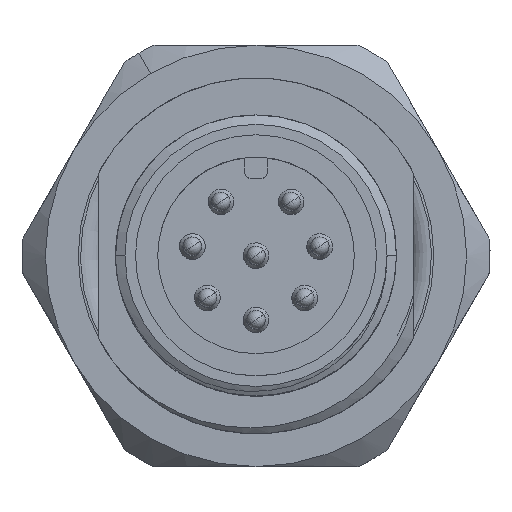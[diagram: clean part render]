
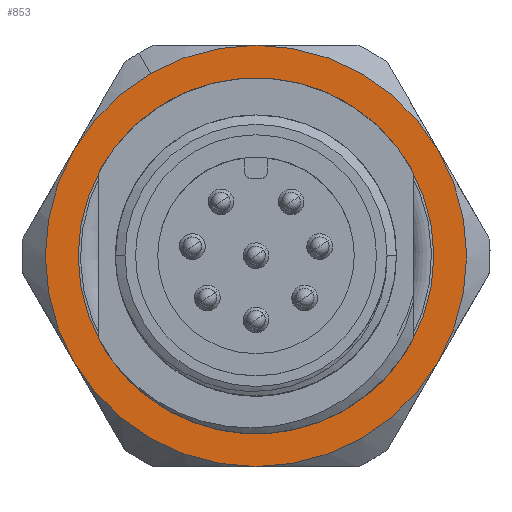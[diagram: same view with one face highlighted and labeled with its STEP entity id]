
A CAD part, top view. The second image highlights one B-rep face of the part: STEP entity #853.
In plain terms, the highlighted planar face has unit normal (0, 0, 1).
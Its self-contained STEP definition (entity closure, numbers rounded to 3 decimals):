
#408=PLANE('',#6409);
#493=FACE_BOUND('',#1628,.T.);
#494=FACE_BOUND('',#1629,.T.);
#853=ADVANCED_FACE('',(#493,#494),#408,.F.);
#1628=EDGE_LOOP('',(#3192,#3193,#3194,#3195,#3196,#3197,#3198,#3199));
#1629=EDGE_LOOP('',(#3200,#3201));
#3192=ORIENTED_EDGE('',*,*,#5253,.T.);
#3193=ORIENTED_EDGE('',*,*,#5254,.T.);
#3194=ORIENTED_EDGE('',*,*,#5255,.T.);
#3195=ORIENTED_EDGE('',*,*,#5256,.T.);
#3196=ORIENTED_EDGE('',*,*,#5249,.T.);
#3197=ORIENTED_EDGE('',*,*,#5252,.T.);
#3198=ORIENTED_EDGE('',*,*,#5257,.T.);
#3199=ORIENTED_EDGE('',*,*,#5258,.T.);
#3200=ORIENTED_EDGE('',*,*,#5259,.T.);
#3201=ORIENTED_EDGE('',*,*,#5260,.T.);
#4571=VERTEX_POINT('',#14949);
#4579=VERTEX_POINT('',#14971);
#4580=VERTEX_POINT('',#14978);
#4581=VERTEX_POINT('',#14982);
#4582=VERTEX_POINT('',#14983);
#4583=VERTEX_POINT('',#14985);
#4584=VERTEX_POINT('',#14987);
#4585=VERTEX_POINT('',#14990);
#4586=VERTEX_POINT('',#14993);
#4587=VERTEX_POINT('',#14994);
#5249=EDGE_CURVE('',#4571,#4579,#5898,.T.);
#5252=EDGE_CURVE('',#4579,#4580,#5899,.T.);
#5253=EDGE_CURVE('',#4581,#4582,#5900,.T.);
#5254=EDGE_CURVE('',#4582,#4583,#5901,.T.);
#5255=EDGE_CURVE('',#4583,#4584,#5902,.T.);
#5256=EDGE_CURVE('',#4584,#4571,#5903,.T.);
#5257=EDGE_CURVE('',#4580,#4585,#5904,.T.);
#5258=EDGE_CURVE('',#4585,#4581,#5905,.T.);
#5259=EDGE_CURVE('',#4586,#4587,#5906,.T.);
#5260=EDGE_CURVE('',#4587,#4586,#5907,.T.);
#5898=CIRCLE('',#6397,9.);
#5899=CIRCLE('',#6399,9.);
#5900=CIRCLE('',#6401,9.);
#5901=CIRCLE('',#6402,9.);
#5902=CIRCLE('',#6403,9.);
#5903=CIRCLE('',#6404,9.);
#5904=CIRCLE('',#6405,9.);
#5905=CIRCLE('',#6406,9.);
#5906=CIRCLE('',#6407,7.6);
#5907=CIRCLE('',#6408,7.6);
#6397=AXIS2_PLACEMENT_3D('',#14970,#7427,#7428);
#6399=AXIS2_PLACEMENT_3D('',#14979,#7432,#7433);
#6401=AXIS2_PLACEMENT_3D('',#14981,#7436,#7437);
#6402=AXIS2_PLACEMENT_3D('',#14984,#7438,#7439);
#6403=AXIS2_PLACEMENT_3D('',#14986,#7440,#7441);
#6404=AXIS2_PLACEMENT_3D('',#14988,#7442,#7443);
#6405=AXIS2_PLACEMENT_3D('',#14989,#7444,#7445);
#6406=AXIS2_PLACEMENT_3D('',#14991,#7446,#7447);
#6407=AXIS2_PLACEMENT_3D('',#14992,#7448,#7449);
#6408=AXIS2_PLACEMENT_3D('',#14995,#7450,#7451);
#6409=AXIS2_PLACEMENT_3D('',#14996,#7452,#7453);
#7427=DIRECTION('',(0.,0.,1.));
#7428=DIRECTION('',(0.,1.,0.));
#7432=DIRECTION('',(0.,0.,1.));
#7433=DIRECTION('',(-0.5,0.866,0.));
#7436=DIRECTION('',(0.,0.,1.));
#7437=DIRECTION('',(0.,-1.,0.));
#7438=DIRECTION('',(0.,0.,1.));
#7439=DIRECTION('',(0.5,-0.866,0.));
#7440=DIRECTION('',(0.,0.,1.));
#7441=DIRECTION('',(0.866,-0.5,0.));
#7442=DIRECTION('',(0.,0.,1.));
#7443=DIRECTION('',(0.866,0.5,0.));
#7444=DIRECTION('',(0.,0.,1.));
#7445=DIRECTION('',(-0.866,0.5,0.));
#7446=DIRECTION('',(0.,0.,1.));
#7447=DIRECTION('',(-0.866,-0.5,0.));
#7448=DIRECTION('',(0.,0.,-1.));
#7449=DIRECTION('',(0.5,-0.866,0.));
#7450=DIRECTION('',(0.,0.,-1.));
#7451=DIRECTION('',(-0.5,0.866,0.));
#7452=DIRECTION('',(0.,0.,-1.));
#7453=DIRECTION('',(0.5,-0.866,0.));
#14949=CARTESIAN_POINT('',(-29.779,17.742,3.081));
#14970=CARTESIAN_POINT('',(-29.779,8.742,3.081));
#14971=CARTESIAN_POINT('',(-34.279,16.536,3.081));
#14978=CARTESIAN_POINT('',(-37.574,13.242,3.081));
#14979=CARTESIAN_POINT('',(-29.779,8.742,3.081));
#14981=CARTESIAN_POINT('',(-29.779,8.742,3.081));
#14982=CARTESIAN_POINT('',(-29.779,-0.258,3.081));
#14983=CARTESIAN_POINT('',(-25.279,0.948,3.081));
#14984=CARTESIAN_POINT('',(-29.779,8.742,3.081));
#14985=CARTESIAN_POINT('',(-21.985,4.242,3.081));
#14986=CARTESIAN_POINT('',(-29.779,8.742,3.081));
#14987=CARTESIAN_POINT('',(-21.985,13.242,3.081));
#14988=CARTESIAN_POINT('',(-29.779,8.742,3.081));
#14989=CARTESIAN_POINT('',(-29.779,8.742,3.081));
#14990=CARTESIAN_POINT('',(-37.574,4.242,3.081));
#14991=CARTESIAN_POINT('',(-29.779,8.742,3.081));
#14992=CARTESIAN_POINT('',(-29.779,8.742,3.081));
#14993=CARTESIAN_POINT('',(-25.979,2.16,3.081));
#14994=CARTESIAN_POINT('',(-33.579,15.324,3.081));
#14995=CARTESIAN_POINT('',(-29.779,8.742,3.081));
#14996=CARTESIAN_POINT('',(-29.779,8.742,3.081));
